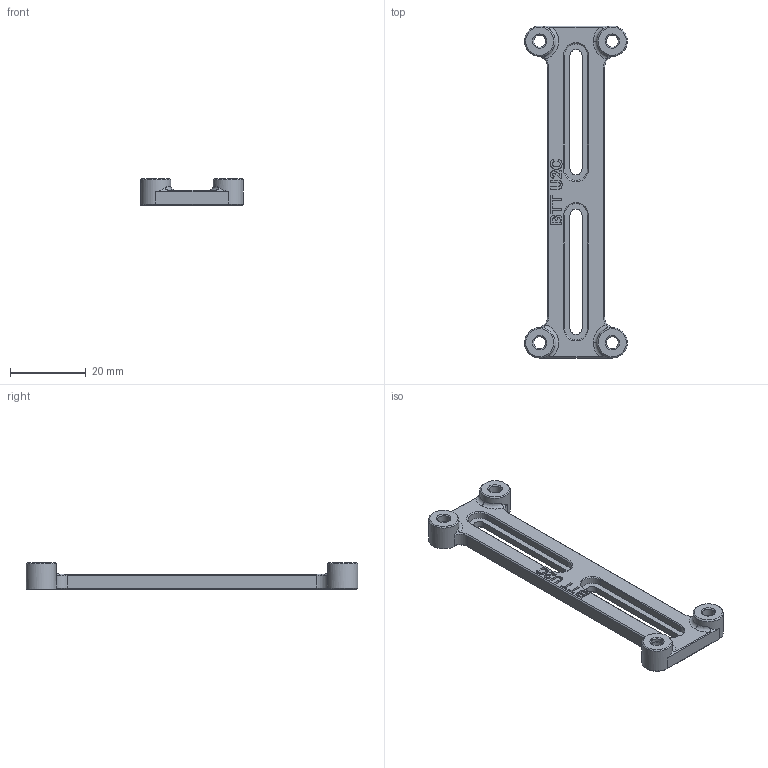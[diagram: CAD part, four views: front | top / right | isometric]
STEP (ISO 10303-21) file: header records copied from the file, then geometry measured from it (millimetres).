
FILE_DESCRIPTION(('HOOPS Exchange Step'),'2;1');
FILE_NAME('temp_export','2025-08-11T10:59:18+08:00',('hafiz'),('Shapr3D Limited'),'HOOPS Exchange 2025.5','Shapr3D','Authorized');
FILE_SCHEMA( ('AP242_MANAGED_MODEL_BASED_3D_ENGINEERING_MIM_LF {1 0 10303 442 1 1 4}') );
Length unit declared in the file: millimetre
Products named in the file (3): BTT; Mounts; root
Assembly tree (2 placements, depth 3):
  root
    Mounts
      BTT
Bounding box: 27.1 x 87.41 x 7 mm (x, y, z)
Volume: 4846.1 mm3; surface area: 4570.5 mm2
Topology: 1 solids, 1 shells, 188 faces, 496 edges, 320 vertices
Faces by surface type: plane 81, bspline 40, cone 37, cylinder 24, torus 6
Full cylindrical faces by diameter (mm): 3.2 x4, 4.7 x4, 8 x4
Entity records: 6702 total; most frequent: CARTESIAN_POINT 2142, ORIENTED_EDGE 992, DIRECTION 834, EDGE_CURVE 496, VERTEX_POINT 320, AXIS2_PLACEMENT_3D 278, VECTOR 278, LINE 278
